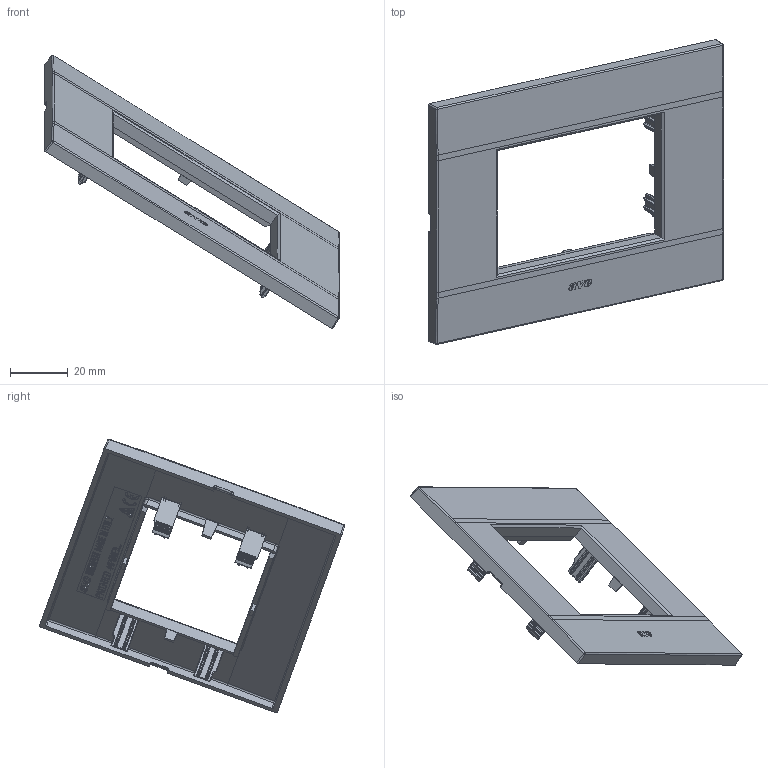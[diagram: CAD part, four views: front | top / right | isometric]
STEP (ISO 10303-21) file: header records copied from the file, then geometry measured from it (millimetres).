
FILE_DESCRIPTION(('CATIA V5 STEP Exchange'),'2;1');
FILE_NAME('44PSME3@.stp','2025-02-18T11:12:50+00:00',('none'),('none'),'CATIA Version 5-6 Release 2016 SP6','CATIA V5 STEP AP203','none');
FILE_SCHEMA(('CONFIG_CONTROL_DESIGN'));
Products named in the file (1): 44PSME3@
Assembly tree (2 placements, depth 2):
  44PSME3@
    #57
    #53224
Bounding box: 102.6 x 106.05 x 95.13 mm (x, y, z)
Volume: 17924.2 mm3; surface area: 21175.6 mm2
Topology: 1 solids, 1 shells, 1712 faces, 4720 edges, 3036 vertices
Faces by surface type: plane 1279, cylinder 315, sphere 52, extrusion 38, bspline 28
Entity records: 53253 total; most frequent: CARTESIAN_POINT 15174, ORIENTED_EDGE 9332, DIRECTION 5452, EDGE_CURVE 4666, VERTEX_POINT 3032, VECTOR 2558, LINE 2520, B_SPLINE_CURVE_WITH_KNOTS 1944
